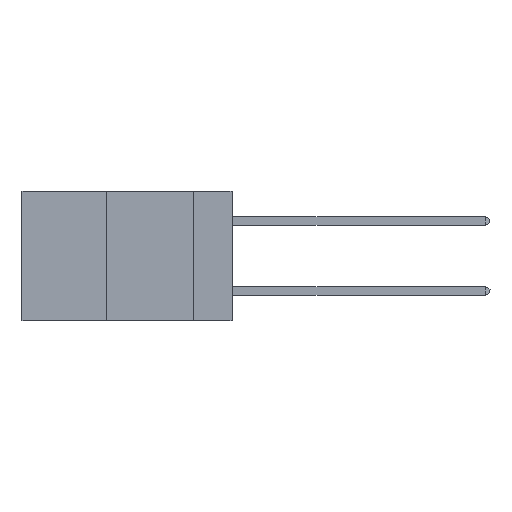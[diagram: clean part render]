
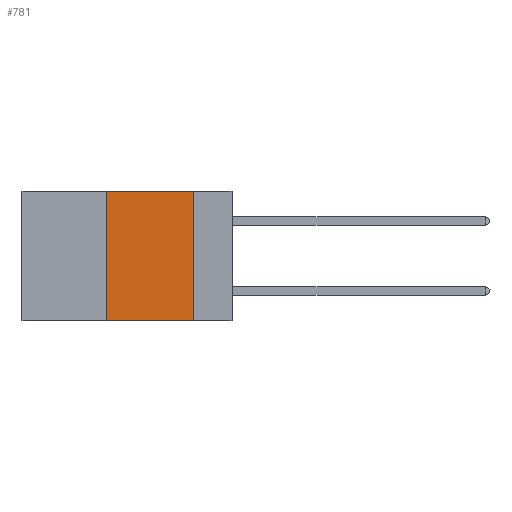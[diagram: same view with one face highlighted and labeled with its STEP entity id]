
A CAD part, left-side view. The second image highlights one B-rep face of the part: STEP entity #781.
In plain terms, the highlighted planar face has unit normal (-1, 0, 0).
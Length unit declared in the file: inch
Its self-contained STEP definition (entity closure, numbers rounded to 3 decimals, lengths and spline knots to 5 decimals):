
#350 = VECTOR ( 'NONE', #1435, 39.37008 ) ;
#781 = ADVANCED_FACE ( 'NONE', ( #10857 ), #7244, .F. ) ;
#1055 = VECTOR ( 'NONE', #8105, 39.37008 ) ;
#1261 = CARTESIAN_POINT ( 'NONE',  ( 0., 0.6, -0.37 ) ) ;
#1435 = DIRECTION ( 'NONE',  ( 0., -1., 0. ) ) ;
#1581 = VECTOR ( 'NONE', #6470, 39.37008 ) ;
#1937 = VERTEX_POINT ( 'NONE', #2669 ) ;
#2065 = VERTEX_POINT ( 'NONE', #4856 ) ;
#2412 = LINE ( 'NONE', #1261, #350 ) ;
#2495 = ORIENTED_EDGE ( 'NONE', *, *, #10037, .F. ) ;
#2669 = CARTESIAN_POINT ( 'NONE',  ( 0., 0.11, 0. ) ) ;
#3140 = EDGE_CURVE ( 'NONE', #4382, #2065, #12082, .T. ) ;
#3274 = DIRECTION ( 'NONE',  ( 1., 0., 0. ) ) ;
#3463 = VERTEX_POINT ( 'NONE', #3931 ) ;
#3500 = CARTESIAN_POINT ( 'NONE',  ( 0., 0.36, 0. ) ) ;
#3892 = DIRECTION ( 'NONE',  ( 0., -1., 0. ) ) ;
#3931 = CARTESIAN_POINT ( 'NONE',  ( 0., 0.11, -0.37 ) ) ;
#4051 = LINE ( 'NONE', #6825, #10649 ) ;
#4189 = CARTESIAN_POINT ( 'NONE',  ( 0., 0.6, 0. ) ) ;
#4221 = ORIENTED_EDGE ( 'NONE', *, *, #3140, .F. ) ;
#4343 = LINE ( 'NONE', #8202, #1055 ) ;
#4382 = VERTEX_POINT ( 'NONE', #6528 ) ;
#4621 = EDGE_CURVE ( 'NONE', #4382, #3463, #2412, .T. ) ;
#4856 = CARTESIAN_POINT ( 'NONE',  ( 0., 0.36, 0. ) ) ;
#6470 = DIRECTION ( 'NONE',  ( 0., 0., 1. ) ) ;
#6528 = CARTESIAN_POINT ( 'NONE',  ( 0., 0.36, -0.37 ) ) ;
#6825 = CARTESIAN_POINT ( 'NONE',  ( 0., 0.6, 0. ) ) ;
#7036 = ORIENTED_EDGE ( 'NONE', *, *, #10912, .F. ) ;
#7244 = PLANE ( 'NONE',  #8107 ) ;
#7274 = EDGE_LOOP ( 'NONE', ( #7036, #2495, #4221, #8433 ) ) ;
#8105 = DIRECTION ( 'NONE',  ( 0., 0., -1. ) ) ;
#8107 = AXIS2_PLACEMENT_3D ( 'NONE', #4189, #3274, #10152 ) ;
#8202 = CARTESIAN_POINT ( 'NONE',  ( 0., 0.11, 0. ) ) ;
#8433 = ORIENTED_EDGE ( 'NONE', *, *, #4621, .T. ) ;
#10037 = EDGE_CURVE ( 'NONE', #2065, #1937, #4051, .T. ) ;
#10152 = DIRECTION ( 'NONE',  ( 0., 0., -1. ) ) ;
#10649 = VECTOR ( 'NONE', #3892, 39.37008 ) ;
#10857 = FACE_OUTER_BOUND ( 'NONE', #7274, .T. ) ;
#10912 = EDGE_CURVE ( 'NONE', #1937, #3463, #4343, .T. ) ;
#12082 = LINE ( 'NONE', #3500, #1581 ) ;
